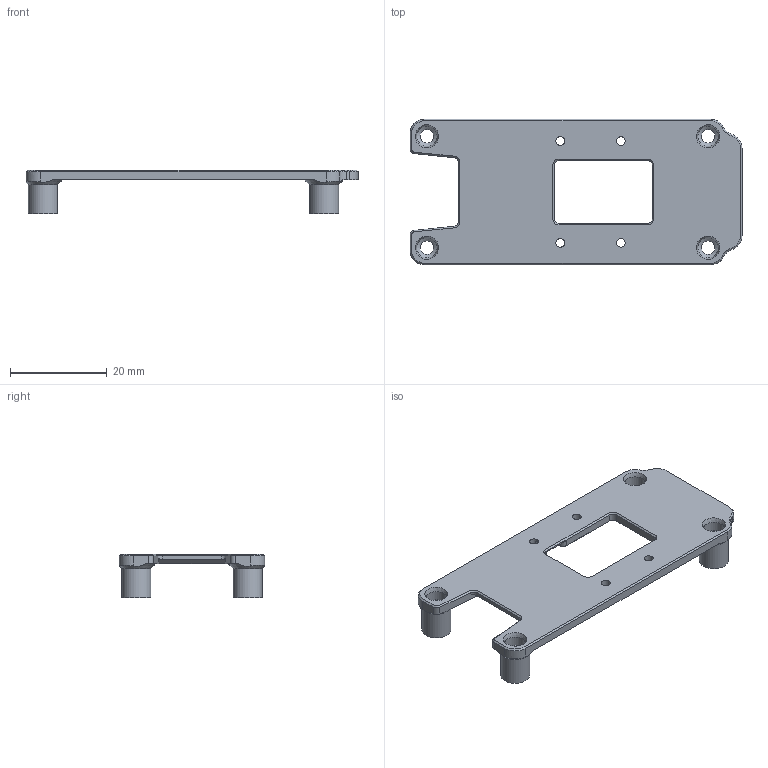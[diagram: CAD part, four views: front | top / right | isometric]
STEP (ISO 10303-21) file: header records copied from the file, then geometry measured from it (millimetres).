
FILE_DESCRIPTION(/* description */ (''),/* implementation_level */ '2;1');
FILE_NAME(/* name */ 'LensHolderLQ.step',/* time_stamp */ '2025-11-16T07:16:58+01:00',/* author */ (''),/* organization */ (''),/* preprocessor_version */ 'ST-DEVELOPER v20.1',/* originating_system */ 'Autodesk Translation Framework v14.21.0.0',/* authorisation */ '');
FILE_SCHEMA (('AUTOMOTIVE_DESIGN { 1 0 10303 214 3 1 1 }'));
Length unit declared in the file: millimetre
Products named in the file (2): LensHolderLQ; Top
Assembly tree (1 placements, depth 2):
  LensHolderLQ
    Top
Bounding box: 68.5 x 30 x 9 mm (x, y, z)
Volume: 3548.3 mm3; surface area: 4553.6 mm2
Topology: 1 solids, 1 shells, 138 faces, 333 edges, 196 vertices
Faces by surface type: cone 49, plane 48, cylinder 41
Full cylindrical faces by diameter (mm): 1.8 x4, 2.8 x4, 4.2 x8, 6 x4
Entity records: 4072 total; most frequent: CARTESIAN_POINT 736, DIRECTION 725, ORIENTED_EDGE 666, EDGE_CURVE 333, AXIS2_PLACEMENT_3D 267, VERTEX_POINT 196, LINE 191, VECTOR 191
